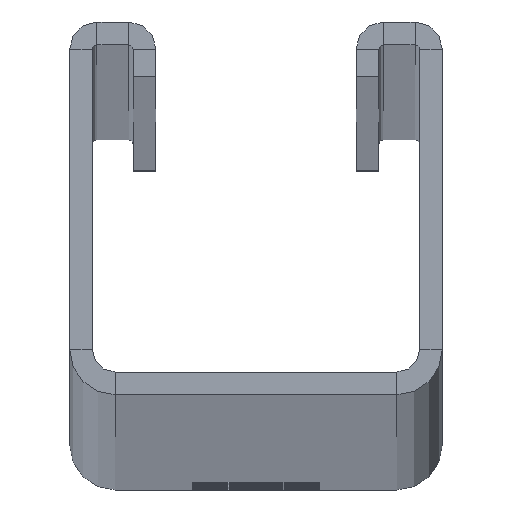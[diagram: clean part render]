
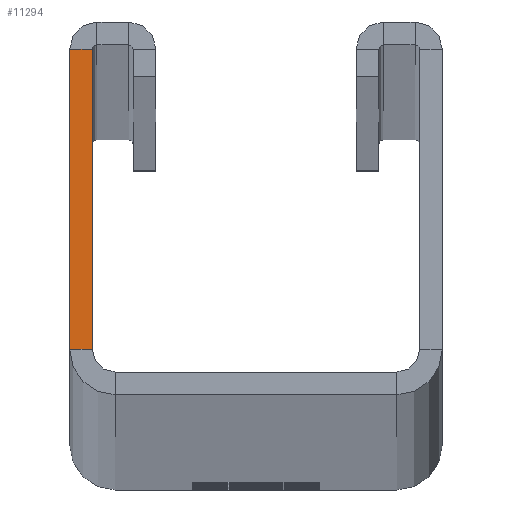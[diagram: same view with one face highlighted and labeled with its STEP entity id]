
A CAD part, top view. The second image highlights one B-rep face of the part: STEP entity #11294.
In plain terms, the highlighted planar face has unit normal (0, 0, 1).
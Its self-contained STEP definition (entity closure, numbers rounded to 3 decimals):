
#274 = VERTEX_POINT ( 'NONE', #12105 ) ;
#664 = CARTESIAN_POINT ( 'NONE',  ( -18., 5., 6000. ) ) ;
#933 = AXIS2_PLACEMENT_3D ( 'NONE', #8169, #7002, #3875 ) ;
#1006 = CARTESIAN_POINT ( 'NONE',  ( -20.5, 5., 6000. ) ) ;
#3082 = LINE ( 'NONE', #1006, #11652 ) ;
#3362 = VECTOR ( 'NONE', #11585, 1000. ) ;
#3849 = DIRECTION ( 'NONE',  ( 0., -1., 0. ) ) ;
#3875 = DIRECTION ( 'NONE',  ( 1., 0., 0. ) ) ;
#3947 = EDGE_LOOP ( 'NONE', ( #6149, #11361, #10884, #12113 ) ) ;
#4115 = VECTOR ( 'NONE', #10904, 1000. ) ;
#4145 = LINE ( 'NONE', #10829, #4115 ) ;
#4202 = LINE ( 'NONE', #10757, #3362 ) ;
#4597 = CARTESIAN_POINT ( 'NONE',  ( -20.5, 5., 6000. ) ) ;
#4821 = VECTOR ( 'NONE', #3849, 1000. ) ;
#5056 = PLANE ( 'NONE',  #933 ) ;
#5117 = VERTEX_POINT ( 'NONE', #6068 ) ;
#5236 = DIRECTION ( 'NONE',  ( 1., 0., 0. ) ) ;
#6068 = CARTESIAN_POINT ( 'NONE',  ( -20.5, 38., 6000. ) ) ;
#6149 = ORIENTED_EDGE ( 'NONE', *, *, #7632, .T. ) ;
#6433 = EDGE_CURVE ( 'NONE', #12278, #5117, #4202, .T. ) ;
#7002 = DIRECTION ( 'NONE',  ( 0., 0., 1. ) ) ;
#7632 = EDGE_CURVE ( 'NONE', #5117, #10751, #4145, .T. ) ;
#8149 = EDGE_CURVE ( 'NONE', #12278, #274, #9178, .T. ) ;
#8169 = CARTESIAN_POINT ( 'NONE',  ( -15.5, 2.5, 6000. ) ) ;
#9020 = CARTESIAN_POINT ( 'NONE',  ( -18., 38., 6000. ) ) ;
#9149 = FACE_OUTER_BOUND ( 'NONE', #3947, .T. ) ;
#9178 = LINE ( 'NONE', #664, #4821 ) ;
#9242 = EDGE_CURVE ( 'NONE', #10751, #274, #3082, .T. ) ;
#10751 = VERTEX_POINT ( 'NONE', #4597 ) ;
#10757 = CARTESIAN_POINT ( 'NONE',  ( -18., 38., 6000. ) ) ;
#10829 = CARTESIAN_POINT ( 'NONE',  ( -20.5, 5., 6000. ) ) ;
#10884 = ORIENTED_EDGE ( 'NONE', *, *, #8149, .F. ) ;
#10904 = DIRECTION ( 'NONE',  ( 0., -1., 0. ) ) ;
#11294 = ADVANCED_FACE ( 'NONE', ( #9149 ), #5056, .T. ) ;
#11361 = ORIENTED_EDGE ( 'NONE', *, *, #9242, .T. ) ;
#11585 = DIRECTION ( 'NONE',  ( -1., 0., 0. ) ) ;
#11652 = VECTOR ( 'NONE', #5236, 1000. ) ;
#12105 = CARTESIAN_POINT ( 'NONE',  ( -18., 5., 6000. ) ) ;
#12113 = ORIENTED_EDGE ( 'NONE', *, *, #6433, .T. ) ;
#12278 = VERTEX_POINT ( 'NONE', #9020 ) ;
